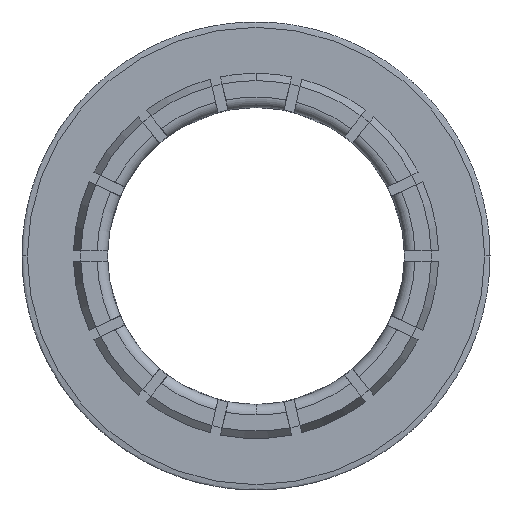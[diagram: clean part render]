
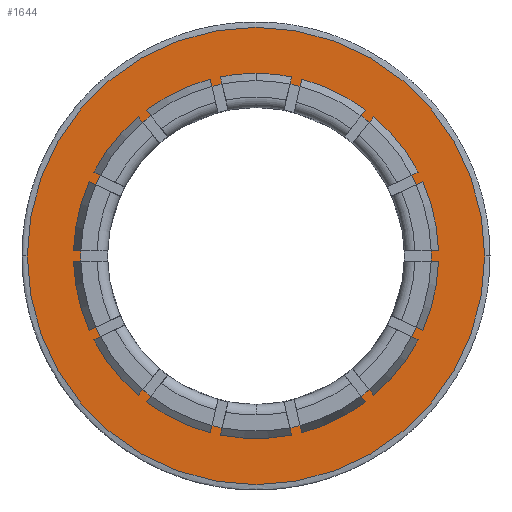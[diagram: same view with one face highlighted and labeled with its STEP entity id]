
A CAD part, front view. The second image highlights one B-rep face of the part: STEP entity #1644.
In plain terms, the highlighted planar face has unit normal (0, -1, 0).
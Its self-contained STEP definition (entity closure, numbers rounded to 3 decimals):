
#38 = ORIENTED_EDGE ( 'NONE', *, *, #1683, .T. ) ;
#54 = FACE_BOUND ( 'NONE', #319, .T. ) ;
#78 = VERTEX_POINT ( 'NONE', #2636 ) ;
#107 = DIRECTION ( 'NONE',  ( 0., 0., -1. ) ) ;
#108 = AXIS2_PLACEMENT_3D ( 'NONE', #3736, #3702, #107 ) ;
#188 = DIRECTION ( 'NONE',  ( 0., -1., 0. ) ) ;
#246 = AXIS2_PLACEMENT_3D ( 'NONE', #1230, #1212, #1268 ) ;
#319 = EDGE_LOOP ( 'NONE', ( #865, #2943 ) ) ;
#386 = AXIS2_PLACEMENT_3D ( 'NONE', #1939, #188, #515 ) ;
#457 = EDGE_CURVE ( 'NONE', #78, #3397, #3543, .T. ) ;
#515 = DIRECTION ( 'NONE',  ( 0., 0., -1. ) ) ;
#865 = ORIENTED_EDGE ( 'NONE', *, *, #457, .F. ) ;
#974 = CARTESIAN_POINT ( 'NONE',  ( 0., 26.924, 0. ) ) ;
#1212 = DIRECTION ( 'NONE',  ( 0., -1., 0. ) ) ;
#1220 = CARTESIAN_POINT ( 'NONE',  ( 21.717, 26.924, 0. ) ) ;
#1230 = CARTESIAN_POINT ( 'NONE',  ( 0., 26.924, 0. ) ) ;
#1268 = DIRECTION ( 'NONE',  ( 0., 0., -1. ) ) ;
#1644 = ADVANCED_FACE ( 'NONE', ( #1802, #54 ), #3370, .T. ) ;
#1664 = CARTESIAN_POINT ( 'NONE',  ( 0., 26.924, 0. ) ) ;
#1683 = EDGE_CURVE ( 'NONE', #3544, #3087, #2463, .T. ) ;
#1802 = FACE_OUTER_BOUND ( 'NONE', #2131, .T. ) ;
#1939 = CARTESIAN_POINT ( 'NONE',  ( 0., 26.924, 0. ) ) ;
#1977 = ORIENTED_EDGE ( 'NONE', *, *, #2860, .T. ) ;
#2035 = CARTESIAN_POINT ( 'NONE',  ( -21.717, 26.924, 0. ) ) ;
#2114 = DIRECTION ( 'NONE',  ( 0., 0., -1. ) ) ;
#2126 = EDGE_CURVE ( 'NONE', #3397, #78, #3044, .T. ) ;
#2131 = EDGE_LOOP ( 'NONE', ( #38, #1977 ) ) ;
#2463 = CIRCLE ( 'NONE', #3806, 21.717 ) ;
#2539 = DIRECTION ( 'NONE',  ( 0., -1., 0. ) ) ;
#2604 = AXIS2_PLACEMENT_3D ( 'NONE', #974, #3653, #2114 ) ;
#2636 = CARTESIAN_POINT ( 'NONE',  ( 0., 26.924, -16.637 ) ) ;
#2860 = EDGE_CURVE ( 'NONE', #3087, #3544, #3501, .T. ) ;
#2943 = ORIENTED_EDGE ( 'NONE', *, *, #2126, .F. ) ;
#3044 = CIRCLE ( 'NONE', #386, 16.637 ) ;
#3087 = VERTEX_POINT ( 'NONE', #2035 ) ;
#3107 = CARTESIAN_POINT ( 'NONE',  ( 0., 26.924, 16.637 ) ) ;
#3370 = PLANE ( 'NONE',  #246 ) ;
#3397 = VERTEX_POINT ( 'NONE', #3107 ) ;
#3501 = CIRCLE ( 'NONE', #2604, 21.717 ) ;
#3543 = CIRCLE ( 'NONE', #108, 16.637 ) ;
#3544 = VERTEX_POINT ( 'NONE', #1220 ) ;
#3653 = DIRECTION ( 'NONE',  ( 0., -1., 0. ) ) ;
#3702 = DIRECTION ( 'NONE',  ( 0., -1., 0. ) ) ;
#3723 = DIRECTION ( 'NONE',  ( 0., 0., -1. ) ) ;
#3736 = CARTESIAN_POINT ( 'NONE',  ( 0., 26.924, 0. ) ) ;
#3806 = AXIS2_PLACEMENT_3D ( 'NONE', #1664, #2539, #3723 ) ;
